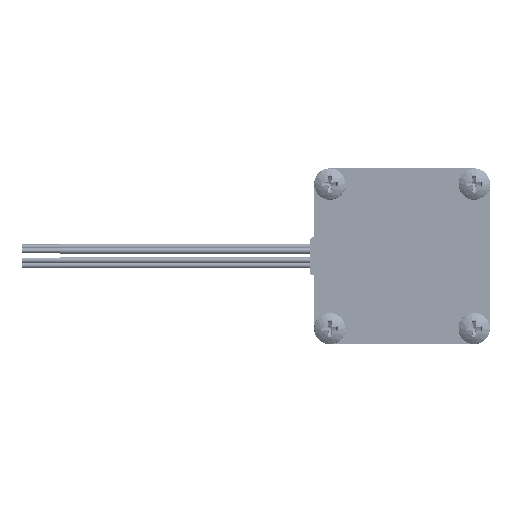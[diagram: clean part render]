
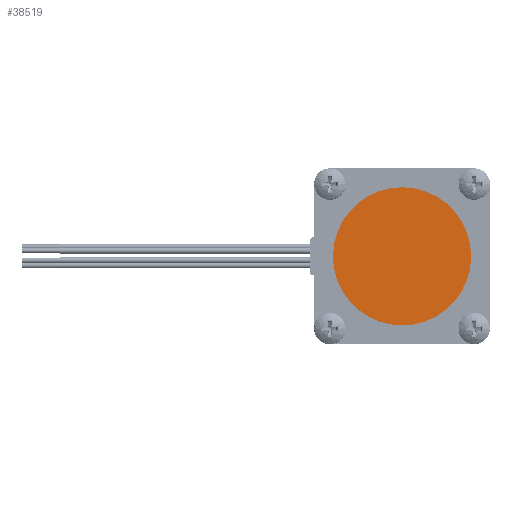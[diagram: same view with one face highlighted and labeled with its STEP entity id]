
A CAD part, left-side view. The second image highlights one B-rep face of the part: STEP entity #38519.
In plain terms, the highlighted face is planar.
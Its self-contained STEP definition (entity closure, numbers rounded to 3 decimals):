
#3735=FACE_OUTER_BOUND('',#6009,.T.);
#6009=EDGE_LOOP('',(#35220));
#15002=CIRCLE('',#42505,11.);
#18719=VERTEX_POINT('',#68756);
#24232=EDGE_CURVE('',#18719,#18719,#15002,.T.);
#35220=ORIENTED_EDGE('',*,*,#24232,.T.);
#36491=PLANE('',#42506);
#38519=ADVANCED_FACE('',(#3735),#36491,.F.);
#42505=AXIS2_PLACEMENT_3D('',#68757,#53913,#53914);
#42506=AXIS2_PLACEMENT_3D('',#68758,#53915,#53916);
#53913=DIRECTION('center_axis',(0.,0.,-1.));
#53914=DIRECTION('ref_axis',(-1.,0.,0.));
#53915=DIRECTION('center_axis',(0.,0.,1.));
#53916=DIRECTION('ref_axis',(1.,0.,0.));
#68756=CARTESIAN_POINT('',(11.,0.,0.));
#68757=CARTESIAN_POINT('Origin',(0.,0.,0.));
#68758=CARTESIAN_POINT('Origin',(0.,0.,
0.));
